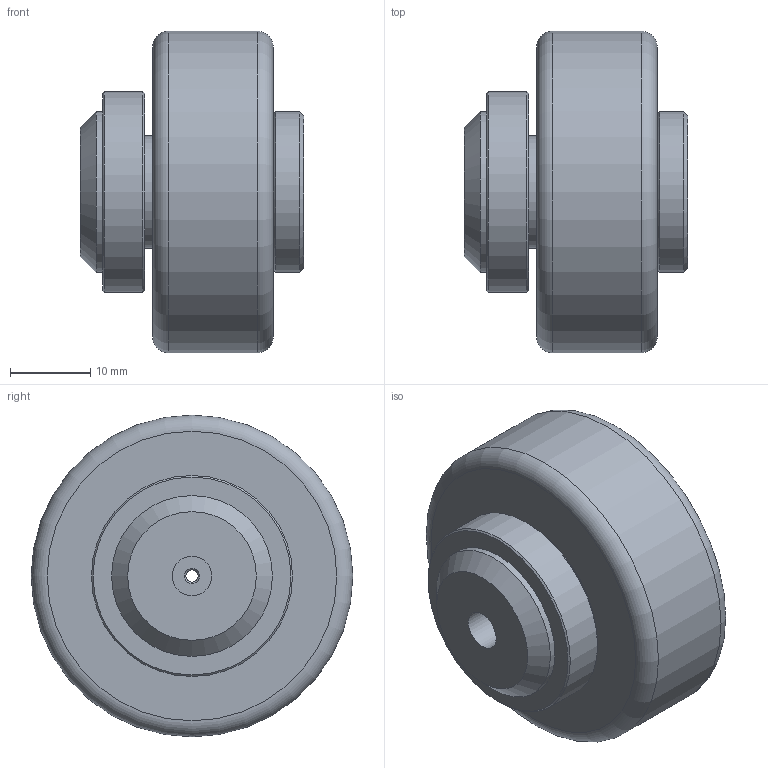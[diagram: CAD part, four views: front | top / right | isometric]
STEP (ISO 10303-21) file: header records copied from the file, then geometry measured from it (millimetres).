
FILE_DESCRIPTION(/* description */ (''),/* implementation_level */ '2;1');
FILE_NAME(/* name */ 'PAS 040.0360.stp',/* time_stamp */ '2022-07-07T09:47:21+02:00',/* author */ ('seider'),/* organization */ (''),/* preprocessor_version */ 'ST-DEVELOPER v18.1',/* originating_system */ 'Autodesk Inventor 2020',/* authorisation */ '');
FILE_SCHEMA (('AUTOMOTIVE_DESIGN { 1 0 10303 214 3 1 1 }'));
Length unit declared in the file: millimetre
Products named in the file (1): PAS 040.0360
Bounding box: 27.8 x 40 x 40 mm (x, y, z)
Volume: 19614.5 mm3; surface area: 9053.9 mm2
Topology: 7 solids, 7 shells, 94 faces, 248 edges, 169 vertices
Faces by surface type: plane 31, cylinder 31, torus 16, cone 10, sphere 6
Full cylindrical faces by diameter (mm): 1.5 x3, 2 x2, 4.917 x1, 6 x1, 9.6 x1, 10 x2, 14 x1, 15.12 x2, 20 x2, 20.88 x2, 22 x1, 25 x1, 26 x2, 27.2 x1, 40 x1
Entity records: 3330 total; most frequent: DIRECTION 613, CARTESIAN_POINT 536, ORIENTED_EDGE 496, AXIS2_PLACEMENT_3D 270, EDGE_CURVE 248, VERTEX_POINT 193, CIRCLE 175, EDGE_LOOP 127
